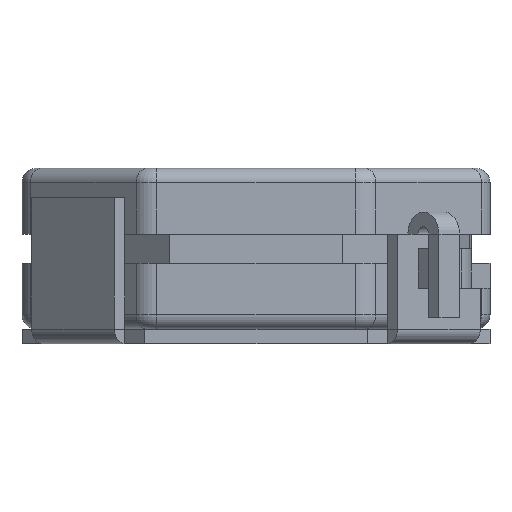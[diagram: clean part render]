
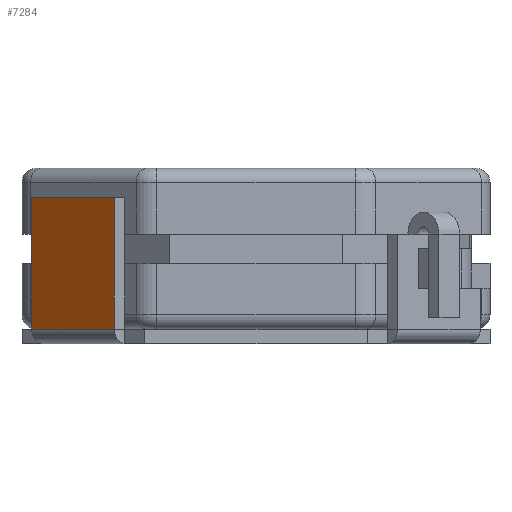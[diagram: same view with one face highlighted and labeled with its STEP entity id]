
A CAD part, left-side view. The second image highlights one B-rep face of the part: STEP entity #7284.
In plain terms, the highlighted face is planar.
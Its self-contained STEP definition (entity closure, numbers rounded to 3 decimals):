
#358 = EDGE_LOOP ( 'NONE', ( #3129, #12056, #9636, #2204 ) ) ;
#822 = EDGE_CURVE ( 'NONE', #7664, #11194, #7559, .T. ) ;
#935 = DIRECTION ( 'NONE',  ( -0.707, 0., 0.707 ) ) ;
#1034 = DIRECTION ( 'NONE',  ( 0., -1., 0. ) ) ;
#1456 = CARTESIAN_POINT ( 'NONE',  ( -3.834, 2.5, -2.42 ) ) ;
#2121 = DIRECTION ( 'NONE',  ( 0.707, 0., 0.707 ) ) ;
#2204 = ORIENTED_EDGE ( 'NONE', *, *, #12200, .T. ) ;
#2233 = LINE ( 'NONE', #10762, #11390 ) ;
#3041 = CARTESIAN_POINT ( 'NONE',  ( -2.42, 2.5, -3.834 ) ) ;
#3129 = ORIENTED_EDGE ( 'NONE', *, *, #822, .T. ) ;
#3908 = CARTESIAN_POINT ( 'NONE',  ( -2.42, 0.25, -3.834 ) ) ;
#4142 = EDGE_CURVE ( 'NONE', #11194, #12696, #10744, .T. ) ;
#5236 = DIRECTION ( 'NONE',  ( 0., 1., 0. ) ) ;
#5292 = CARTESIAN_POINT ( 'NONE',  ( -2.42, 0.25, -3.834 ) ) ;
#5356 = VECTOR ( 'NONE', #14231, 1000. ) ;
#5843 = EDGE_CURVE ( 'NONE', #12696, #5945, #2233, .T. ) ;
#5945 = VERTEX_POINT ( 'NONE', #1456 ) ;
#6322 = VECTOR ( 'NONE', #935, 1000. ) ;
#6544 = PLANE ( 'NONE',  #13811 ) ;
#7284 = ADVANCED_FACE ( 'NONE', ( #7633 ), #6544, .F. ) ;
#7559 = LINE ( 'NONE', #9683, #5356 ) ;
#7633 = FACE_OUTER_BOUND ( 'NONE', #358, .T. ) ;
#7664 = VERTEX_POINT ( 'NONE', #3041 ) ;
#7881 = VECTOR ( 'NONE', #8181, 1000. ) ;
#8181 = DIRECTION ( 'NONE',  ( 0.707, 0., -0.707 ) ) ;
#9002 = CARTESIAN_POINT ( 'NONE',  ( -3.834, 0.25, -2.42 ) ) ;
#9636 = ORIENTED_EDGE ( 'NONE', *, *, #5843, .T. ) ;
#9683 = CARTESIAN_POINT ( 'NONE',  ( -2.42, 0.25, -3.834 ) ) ;
#10439 = CARTESIAN_POINT ( 'NONE',  ( -2.42, 2.5, -3.834 ) ) ;
#10744 = LINE ( 'NONE', #5292, #6322 ) ;
#10762 = CARTESIAN_POINT ( 'NONE',  ( -3.834, 0.25, -2.42 ) ) ;
#11194 = VERTEX_POINT ( 'NONE', #3908 ) ;
#11390 = VECTOR ( 'NONE', #5236, 1000. ) ;
#12056 = ORIENTED_EDGE ( 'NONE', *, *, #4142, .T. ) ;
#12200 = EDGE_CURVE ( 'NONE', #5945, #7664, #12649, .T. ) ;
#12649 = LINE ( 'NONE', #10439, #7881 ) ;
#12696 = VERTEX_POINT ( 'NONE', #9002 ) ;
#12984 = CARTESIAN_POINT ( 'NONE',  ( -3.127, 0., -3.127 ) ) ;
#13811 = AXIS2_PLACEMENT_3D ( 'NONE', #12984, #2121, #1034 ) ;
#14231 = DIRECTION ( 'NONE',  ( 0., -1., 0. ) ) ;
